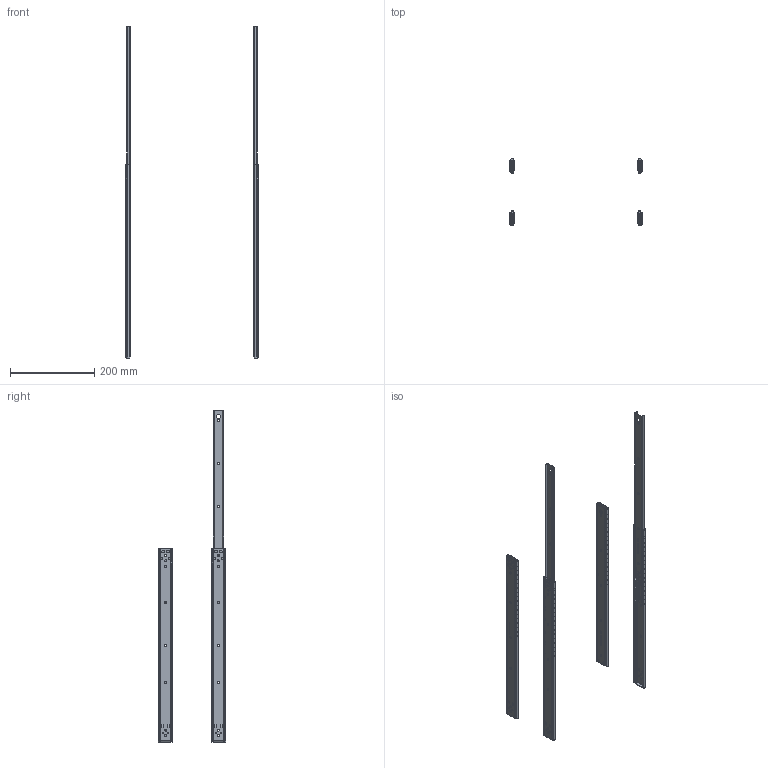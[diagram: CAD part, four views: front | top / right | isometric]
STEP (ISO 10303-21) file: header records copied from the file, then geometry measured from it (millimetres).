
FILE_DESCRIPTION (( 'STEP AP214' ), '1' );
FILE_NAME ('04414-Drawer Slides Pair Stainless Steel 457mm 41kg Load.STEP', '2018-11-01T19:10:46', ( '' ), ( '' ), 'SwSTEP 2.0', 'SolidWorks 2018', '' );
FILE_SCHEMA (( 'AUTOMOTIVE_DESIGN' ));
Length unit declared in the file: millimetre
Products named in the file (4): 4414 - Inner; 4414 - Outer; 04414-Drawer Slides Pair Stainless Steel 457mm 41kg Load; 4414 - Bearing Rack
Assembly tree (12 placements, depth 2):
  04414-Drawer Slides Pair Stainless Steel 457mm 41kg Load
    4414 - Outer  x4
    4414 - Inner  x4
    4414 - Bearing Rack  x4
Bounding box: 312.9 x 159.97 x 786.2 mm (x, y, z)
Volume: 250235.1 mm3; surface area: 386819.3 mm2
Topology: 144 solids, 144 shells, 4668 faces, 13416 edges, 8800 vertices
Faces by surface type: plane 2500, cylinder 1636, bspline 276, sphere 256
Entity records: 42623 total; most frequent: CARTESIAN_POINT 11341, ORIENTED_EDGE 6388, DIRECTION 6054, EDGE_CURVE 3194, LINE 2164, VECTOR 2164, VERTEX_POINT 2104, AXIS2_PLACEMENT_3D 1945
